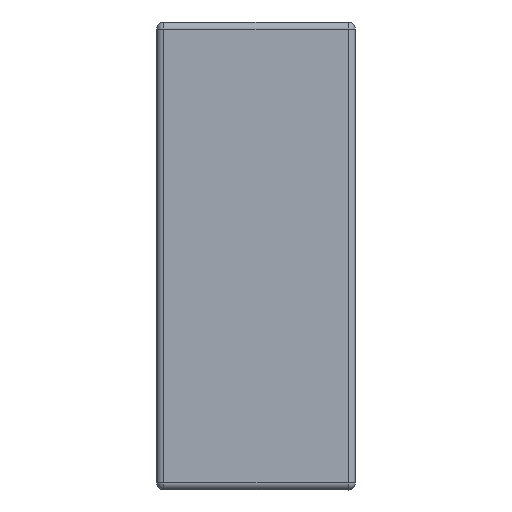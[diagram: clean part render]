
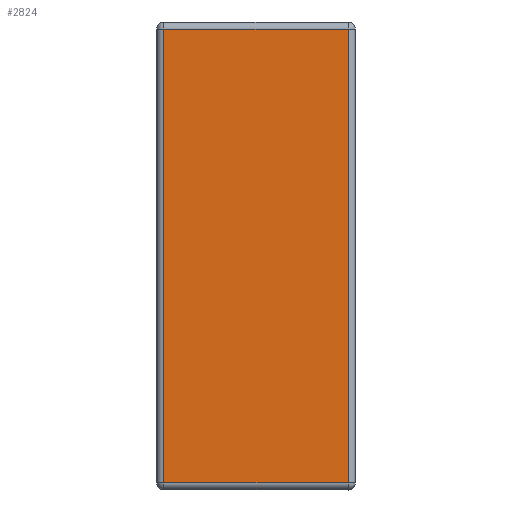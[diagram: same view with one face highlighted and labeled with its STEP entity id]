
A CAD part, left-side view. The second image highlights one B-rep face of the part: STEP entity #2824.
In plain terms, the highlighted planar face has unit normal (-1, 0, 0).
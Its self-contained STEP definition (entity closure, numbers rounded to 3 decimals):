
#448=FACE_OUTER_BOUND('',#632,.T.);
#632=EDGE_LOOP('',(#2507,#2508,#2509,#2510));
#896=LINE('',#4830,#1188);
#898=LINE('',#4840,#1190);
#902=LINE('',#4856,#1194);
#904=LINE('',#4859,#1196);
#1188=VECTOR('',#4011,10.);
#1190=VECTOR('',#4023,10.);
#1194=VECTOR('',#4041,10.);
#1196=VECTOR('',#4045,10.);
#1429=VERTEX_POINT('',#4818);
#1432=VERTEX_POINT('',#4825);
#1433=VERTEX_POINT('',#4832);
#1440=VERTEX_POINT('',#4851);
#1778=EDGE_CURVE('',#1429,#1432,#896,.T.);
#1783=EDGE_CURVE('',#1433,#1429,#898,.T.);
#1791=EDGE_CURVE('',#1432,#1440,#902,.T.);
#1793=EDGE_CURVE('',#1440,#1433,#904,.T.);
#2507=ORIENTED_EDGE('',*,*,#1778,.F.);
#2508=ORIENTED_EDGE('',*,*,#1783,.F.);
#2509=ORIENTED_EDGE('',*,*,#1793,.F.);
#2510=ORIENTED_EDGE('',*,*,#1791,.F.);
#2664=PLANE('',#3281);
#2824=ADVANCED_FACE('',(#448),#2664,.F.);
#3281=AXIS2_PLACEMENT_3D('',#4885,#4074,#4075);
#4011=DIRECTION('',(0.,1.,0.));
#4023=DIRECTION('',(0.,0.,-1.));
#4041=DIRECTION('',(0.,0.,1.));
#4045=DIRECTION('',(0.,-1.,0.));
#4074=DIRECTION('center_axis',(1.,0.,0.));
#4075=DIRECTION('ref_axis',(0.,1.,0.));
#4818=CARTESIAN_POINT('',(0.,5.,5.));
#4825=CARTESIAN_POINT('',(0.,135.,5.));
#4830=CARTESIAN_POINT('',(0.,35.,5.));
#4832=CARTESIAN_POINT('',(0.,5.,325.));
#4840=CARTESIAN_POINT('',(0.,5.,247.5));
#4851=CARTESIAN_POINT('',(0.,135.,325.));
#4856=CARTESIAN_POINT('',(0.,135.,82.5));
#4859=CARTESIAN_POINT('',(0.,105.,325.));
#4885=CARTESIAN_POINT('Origin',(0.,70.,165.));
